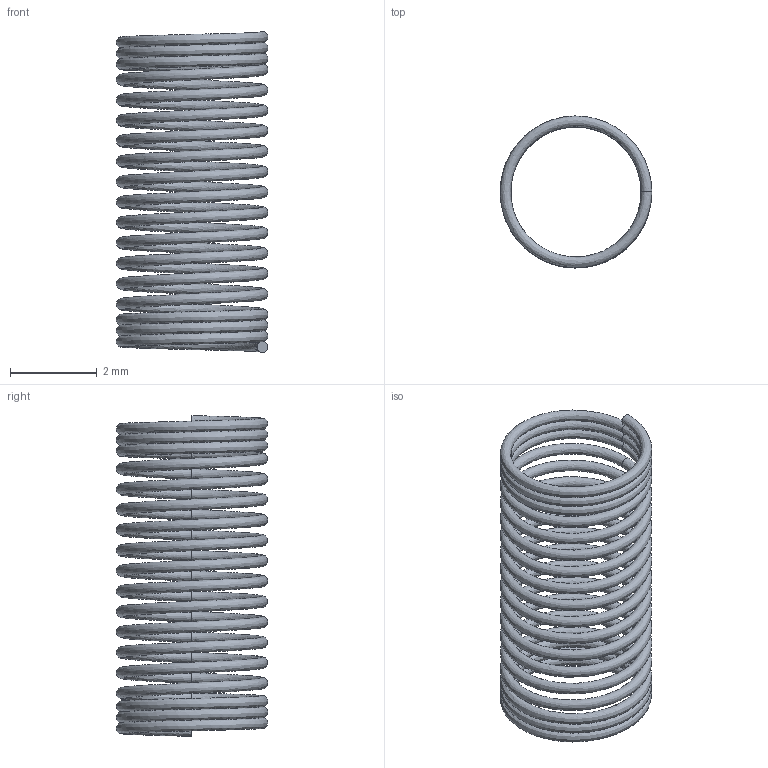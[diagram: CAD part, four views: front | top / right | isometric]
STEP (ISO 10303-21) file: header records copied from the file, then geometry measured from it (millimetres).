
FILE_DESCRIPTION(('FreeCAD Model'),'2;1');
FILE_NAME('Open CASCADE Shape Model','2024-08-12T21:49:20',(''),(''), 'Open CASCADE STEP processor 7.6','FreeCAD','Unknown');
FILE_SCHEMA(('AUTOMOTIVE_DESIGN { 1 0 10303 214 1 1 1 1 }'));
Length unit declared in the file: millimetre
Products named in the file (1): shrunken_spring
Bounding box: 3.5 x 3.5 x 7.41 mm (x, y, z)
Volume: 9 mm3; surface area: 144.5 mm2
Topology: 1 solids, 1 shells, 20 faces, 37 edges, 19 vertices
Faces by surface type: bspline 18, plane 2
Entity records: 6038 total; most frequent: CARTESIAN_POINT 5795, ORIENTED_EDGE 74, EDGE_CURVE 37, ADVANCED_FACE 20, FACE_BOUND 20, EDGE_LOOP 20, VERTEX_POINT 19, DIRECTION 14
